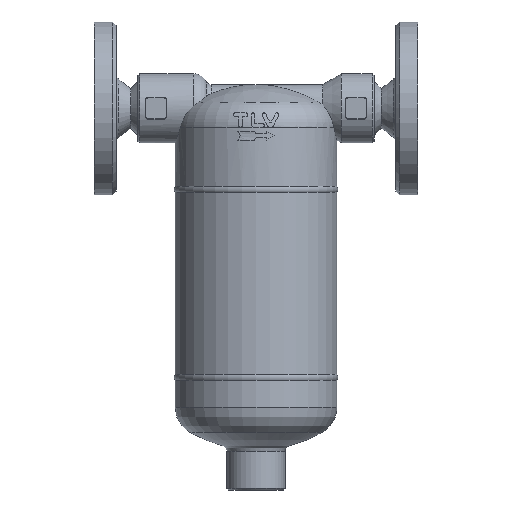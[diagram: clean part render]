
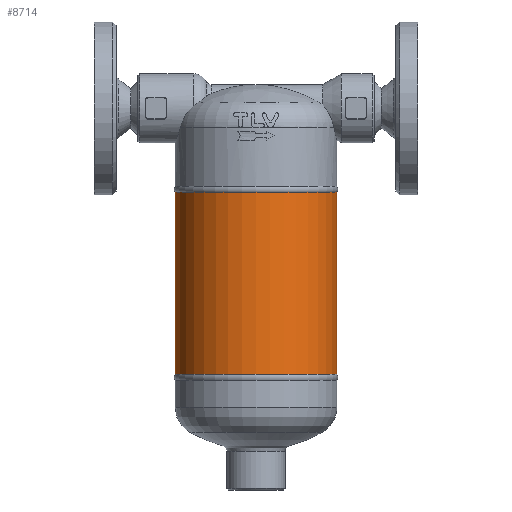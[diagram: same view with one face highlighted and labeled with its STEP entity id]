
A CAD part, front view. The second image highlights one B-rep face of the part: STEP entity #8714.
In plain terms, the highlighted cylindrical face has radius 44.55 mm (diameter 89.1 mm), a full revolution.
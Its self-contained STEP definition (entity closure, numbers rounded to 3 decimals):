
#8433=CARTESIAN_POINT('',(-44.55,0.,-101.883));
#8434=VERTEX_POINT('',#8433);
#8435=CARTESIAN_POINT('',(0.,0.0,-101.883));
#8436=DIRECTION('',(0.0,0.0,-1.0));
#8437=DIRECTION('',(1.0,0.0,0.0));
#8438=AXIS2_PLACEMENT_3D('',#8435,#8436,#8437);
#8439=CIRCLE('',#8438,44.55);
#8440=EDGE_CURVE('',#8434,#8434,#8439,.T.);
#8450=CARTESIAN_POINT('',(-44.55,0.,-1.617));
#8451=VERTEX_POINT('',#8450);
#8452=CARTESIAN_POINT('',(0.,0.0,-1.617));
#8453=DIRECTION('',(0.0,0.0,1.0));
#8454=DIRECTION('',(1.0,0.0,0.0));
#8455=AXIS2_PLACEMENT_3D('',#8452,#8453,#8454);
#8456=CIRCLE('',#8455,44.55);
#8457=EDGE_CURVE('',#8451,#8451,#8456,.T.);
#8703=CARTESIAN_POINT('',(0.,0.0,0.));
#8704=DIRECTION('',(0.,0.0,-1.0));
#8705=DIRECTION('',(1.0,0.0,0.0));
#8706=AXIS2_PLACEMENT_3D('',#8703,#8704,#8705);
#8707=CYLINDRICAL_SURFACE('',#8706,44.55);
#8708=ORIENTED_EDGE('',*,*,#8457,.F.);
#8709=EDGE_LOOP('',(#8708));
#8710=FACE_OUTER_BOUND('',#8709,.T.);
#8711=ORIENTED_EDGE('',*,*,#8440,.F.);
#8712=EDGE_LOOP('',(#8711));
#8713=FACE_BOUND('',#8712,.T.);
#8714=ADVANCED_FACE('',(#8710,#8713),#8707,.T.);
